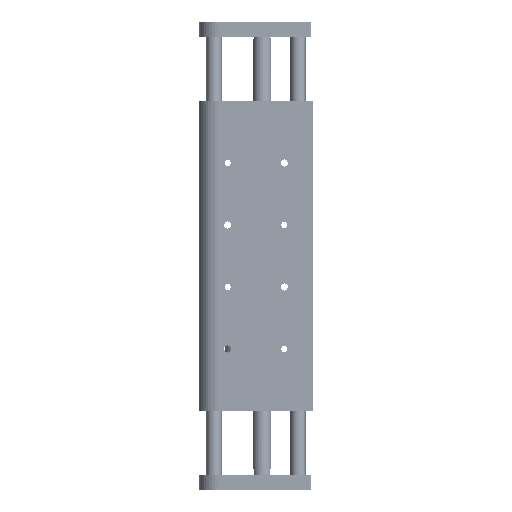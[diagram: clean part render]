
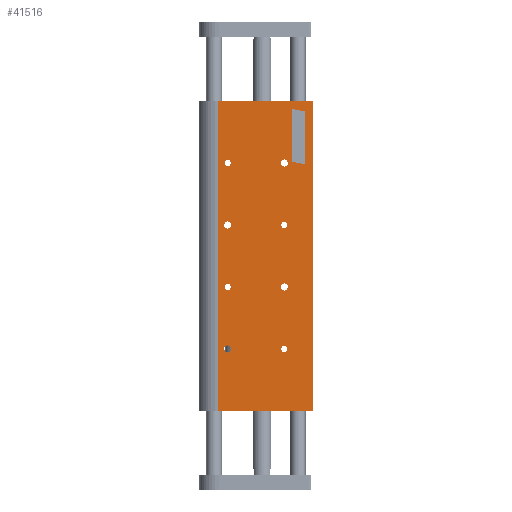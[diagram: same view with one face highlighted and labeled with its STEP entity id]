
A CAD part, left-side view. The second image highlights one B-rep face of the part: STEP entity #41516.
In plain terms, the highlighted planar face has unit normal (-1, 0, 0).
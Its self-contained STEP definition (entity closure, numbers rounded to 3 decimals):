
#12 = VERTEX_POINT ( 'NONE', #55678 ) ;
#416 = DIRECTION ( 'NONE',  ( 0., 0., -1. ) ) ;
#931 = VERTEX_POINT ( 'NONE', #84290 ) ;
#3005 = DIRECTION ( 'NONE',  ( 0., 1., 0. ) ) ;
#3381 = FACE_BOUND ( 'NONE', #40752, .T. ) ;
#5015 = EDGE_CURVE ( 'NONE', #86841, #86841, #41047, .T. ) ;
#5218 = VECTOR ( 'NONE', #3005, 1000. ) ;
#5246 = CARTESIAN_POINT ( 'NONE',  ( -12.5, -40.548, 190.438 ) ) ;
#5277 = EDGE_CURVE ( 'NONE', #56338, #931, #50510, .T. ) ;
#5989 = AXIS2_PLACEMENT_3D ( 'NONE', #72777, #7374, #65605 ) ;
#6125 = CARTESIAN_POINT ( 'NONE',  ( -12.5, -14.25, 82.3 ) ) ;
#7374 = DIRECTION ( 'NONE',  ( 1., 0., 0. ) ) ;
#7441 = DIRECTION ( 'NONE',  ( -1., 0., 0. ) ) ;
#7473 = AXIS2_PLACEMENT_3D ( 'NONE', #43725, #7441, #86267 ) ;
#7559 = LINE ( 'NONE', #65808, #16261 ) ;
#8041 = ORIENTED_EDGE ( 'NONE', *, *, #57598, .T. ) ;
#8961 = VECTOR ( 'NONE', #22828, 1000. ) ;
#9252 = CARTESIAN_POINT ( 'NONE',  ( -12.5, -27.916, 193.128 ) ) ;
#10525 = FACE_BOUND ( 'NONE', #17614, .T. ) ;
#10996 = FACE_BOUND ( 'NONE', #20161, .T. ) ;
#11762 = ORIENTED_EDGE ( 'NONE', *, *, #53912, .T. ) ;
#14186 = ORIENTED_EDGE ( 'NONE', *, *, #65047, .T. ) ;
#14245 = EDGE_CURVE ( 'NONE', #64271, #12, #14516, .T. ) ;
#14516 = LINE ( 'NONE', #35578, #79540 ) ;
#15203 = EDGE_LOOP ( 'NONE', ( #44347, #14186, #65511, #25753 ) ) ;
#15813 = EDGE_LOOP ( 'NONE', ( #60653 ) ) ;
#16261 = VECTOR ( 'NONE', #416, 1000. ) ;
#16457 = DIRECTION ( 'NONE',  ( -1., 0., 0. ) ) ;
#16652 = VERTEX_POINT ( 'NONE', #51370 ) ;
#16728 = PLANE ( 'NONE',  #38703 ) ;
#16875 = EDGE_LOOP ( 'NONE', ( #54942 ) ) ;
#17614 = EDGE_LOOP ( 'NONE', ( #20409 ) ) ;
#17856 = CARTESIAN_POINT ( 'NONE',  ( -12.5, 22.25, 78. ) ) ;
#20161 = EDGE_LOOP ( 'NONE', ( #11762 ) ) ;
#20409 = ORIENTED_EDGE ( 'NONE', *, *, #73879, .F. ) ;
#21043 = DIRECTION ( 'NONE',  ( 0., 0., -1. ) ) ;
#21348 = DIRECTION ( 'NONE',  ( 0., 0., -1. ) ) ;
#21992 = DIRECTION ( 'NONE',  ( 1., 0., 0. ) ) ;
#22346 = LINE ( 'NONE', #50555, #8961 ) ;
#22828 = DIRECTION ( 'NONE',  ( 0., 0.978, 0.208 ) ) ;
#22908 = VERTEX_POINT ( 'NONE', #86464 ) ;
#23580 = VERTEX_POINT ( 'NONE', #74916 ) ;
#24282 = CIRCLE ( 'NONE', #5989, 2. ) ;
#25753 = ORIENTED_EDGE ( 'NONE', *, *, #62647, .T. ) ;
#25902 = CARTESIAN_POINT ( 'NONE',  ( -12.5, 28.5, 200. ) ) ;
#27212 = CARTESIAN_POINT ( 'NONE',  ( -12.5, 28.5, 0. ) ) ;
#27401 = VERTEX_POINT ( 'NONE', #27885 ) ;
#27885 = CARTESIAN_POINT ( 'NONE',  ( -12.5, -14.25, 162.3 ) ) ;
#27905 = LINE ( 'NONE', #72740, #76582 ) ;
#28611 = EDGE_CURVE ( 'NONE', #84841, #84841, #28825, .T. ) ;
#28708 = VERTEX_POINT ( 'NONE', #86963 ) ;
#28825 = CIRCLE ( 'NONE', #7473, 2.3 ) ;
#31663 = LINE ( 'NONE', #25902, #5218 ) ;
#32686 = CIRCLE ( 'NONE', #44755, 2.3 ) ;
#32985 = FACE_BOUND ( 'NONE', #59385, .T. ) ;
#33432 = VECTOR ( 'NONE', #21348, 1000. ) ;
#35443 = CARTESIAN_POINT ( 'NONE',  ( -12.5, -14.25, 120. ) ) ;
#35578 = CARTESIAN_POINT ( 'NONE',  ( -12.5, -32.5, 0. ) ) ;
#35619 = CARTESIAN_POINT ( 'NONE',  ( -12.5, 22.25, 122.3 ) ) ;
#35799 = LINE ( 'NONE', #41525, #43116 ) ;
#36414 = VERTEX_POINT ( 'NONE', #27212 ) ;
#36927 = DIRECTION ( 'NONE',  ( 1., 0., 0. ) ) ;
#37023 = CARTESIAN_POINT ( 'NONE',  ( -12.5, -18.931, 195.041 ) ) ;
#37765 = EDGE_CURVE ( 'NONE', #43223, #43223, #86908, .T. ) ;
#38084 = ORIENTED_EDGE ( 'NONE', *, *, #40580, .T. ) ;
#38703 = AXIS2_PLACEMENT_3D ( 'NONE', #61610, #47754, #67805 ) ;
#39372 = DIRECTION ( 'NONE',  ( 1., 0., 0. ) ) ;
#40580 = EDGE_CURVE ( 'NONE', #23580, #36414, #7559, .T. ) ;
#40752 = EDGE_LOOP ( 'NONE', ( #71576 ) ) ;
#40871 = AXIS2_PLACEMENT_3D ( 'NONE', #35443, #21992, #21043 ) ;
#41047 = CIRCLE ( 'NONE', #80720, 2.3 ) ;
#41516 = ADVANCED_FACE ( 'NONE', ( #3381, #46818, #68286, #10996, #75936, #53032, #32985, #10525, #74997, #91235 ), #16728, .F. ) ;
#41525 = CARTESIAN_POINT ( 'NONE',  ( -12.5, 28.5, 0. ) ) ;
#41837 = DIRECTION ( 'NONE',  ( -1., 0., 0. ) ) ;
#43116 = VECTOR ( 'NONE', #93105, 1000. ) ;
#43223 = VERTEX_POINT ( 'NONE', #35619 ) ;
#43725 = CARTESIAN_POINT ( 'NONE',  ( -12.5, 22.25, 40. ) ) ;
#44073 = CARTESIAN_POINT ( 'NONE',  ( -12.5, -14.25, 40. ) ) ;
#44347 = ORIENTED_EDGE ( 'NONE', *, *, #5277, .T. ) ;
#44755 = AXIS2_PLACEMENT_3D ( 'NONE', #59924, #16457, #88591 ) ;
#45713 = AXIS2_PLACEMENT_3D ( 'NONE', #78112, #41837, #64737 ) ;
#46414 = DIRECTION ( 'NONE',  ( -1., 0., 0. ) ) ;
#46813 = EDGE_CURVE ( 'NONE', #16652, #83266, #27905, .T. ) ;
#46818 = FACE_BOUND ( 'NONE', #86991, .T. ) ;
#47754 = DIRECTION ( 'NONE',  ( 1., 0., 0. ) ) ;
#48649 = EDGE_CURVE ( 'NONE', #93153, #93153, #24282, .T. ) ;
#50510 = LINE ( 'NONE', #57673, #33432 ) ;
#50555 = CARTESIAN_POINT ( 'NONE',  ( -12.5, -33.6, 157.894 ) ) ;
#51370 = CARTESIAN_POINT ( 'NONE',  ( -12.5, -18.931, 161.015 ) ) ;
#52757 = CARTESIAN_POINT ( 'NONE',  ( -12.5, -14.25, 118. ) ) ;
#52866 = VECTOR ( 'NONE', #62568, 1000. ) ;
#53032 = FACE_BOUND ( 'NONE', #15813, .T. ) ;
#53912 = EDGE_CURVE ( 'NONE', #22908, #22908, #82101, .T. ) ;
#54942 = ORIENTED_EDGE ( 'NONE', *, *, #63895, .T. ) ;
#55678 = CARTESIAN_POINT ( 'NONE',  ( -12.5, -32.5, 200. ) ) ;
#56055 = EDGE_CURVE ( 'NONE', #64271, #36414, #35799, .T. ) ;
#56338 = VERTEX_POINT ( 'NONE', #9252 ) ;
#57598 = EDGE_CURVE ( 'NONE', #12, #23580, #31663, .T. ) ;
#57673 = CARTESIAN_POINT ( 'NONE',  ( -12.5, -27.916, 0. ) ) ;
#59385 = EDGE_LOOP ( 'NONE', ( #62869 ) ) ;
#59924 = CARTESIAN_POINT ( 'NONE',  ( -12.5, -14.25, 160. ) ) ;
#60653 = ORIENTED_EDGE ( 'NONE', *, *, #37765, .F. ) ;
#60707 = CIRCLE ( 'NONE', #40871, 2. ) ;
#61288 = ORIENTED_EDGE ( 'NONE', *, *, #5015, .F. ) ;
#61610 = CARTESIAN_POINT ( 'NONE',  ( -12.5, 28.5, 0. ) ) ;
#62101 = LINE ( 'NONE', #5246, #52866 ) ;
#62568 = DIRECTION ( 'NONE',  ( 0., -0.978, -0.208 ) ) ;
#62647 = EDGE_CURVE ( 'NONE', #83266, #56338, #62101, .T. ) ;
#62832 = CARTESIAN_POINT ( 'NONE',  ( -12.5, 22.25, 42.3 ) ) ;
#62869 = ORIENTED_EDGE ( 'NONE', *, *, #28611, .F. ) ;
#63895 = EDGE_CURVE ( 'NONE', #89072, #89072, #60707, .T. ) ;
#64271 = VERTEX_POINT ( 'NONE', #85022 ) ;
#64737 = DIRECTION ( 'NONE',  ( 0., 0., 1. ) ) ;
#65047 = EDGE_CURVE ( 'NONE', #931, #16652, #22346, .T. ) ;
#65511 = ORIENTED_EDGE ( 'NONE', *, *, #46813, .T. ) ;
#65605 = DIRECTION ( 'NONE',  ( 0., 0., -1. ) ) ;
#65808 = CARTESIAN_POINT ( 'NONE',  ( -12.5, 28.5, 200. ) ) ;
#67805 = DIRECTION ( 'NONE',  ( 0., 1., 0. ) ) ;
#68286 = FACE_BOUND ( 'NONE', #16875, .T. ) ;
#68872 = ORIENTED_EDGE ( 'NONE', *, *, #48649, .T. ) ;
#70106 = CARTESIAN_POINT ( 'NONE',  ( -12.5, -14.25, 80. ) ) ;
#71576 = ORIENTED_EDGE ( 'NONE', *, *, #92536, .T. ) ;
#72740 = CARTESIAN_POINT ( 'NONE',  ( -12.5, -18.931, 0. ) ) ;
#72777 = CARTESIAN_POINT ( 'NONE',  ( -12.5, 22.25, 80. ) ) ;
#73708 = DIRECTION ( 'NONE',  ( 0., 0., 1. ) ) ;
#73879 = EDGE_CURVE ( 'NONE', #27401, #27401, #32686, .T. ) ;
#74916 = CARTESIAN_POINT ( 'NONE',  ( -12.5, 28.5, 200. ) ) ;
#74997 = FACE_OUTER_BOUND ( 'NONE', #86452, .T. ) ;
#75936 = FACE_BOUND ( 'NONE', #85466, .T. ) ;
#76582 = VECTOR ( 'NONE', #79918, 1000. ) ;
#78112 = CARTESIAN_POINT ( 'NONE',  ( -12.5, 22.25, 120. ) ) ;
#79540 = VECTOR ( 'NONE', #73708, 1000. ) ;
#79847 = ORIENTED_EDGE ( 'NONE', *, *, #56055, .F. ) ;
#79918 = DIRECTION ( 'NONE',  ( 0., 0., 1. ) ) ;
#80720 = AXIS2_PLACEMENT_3D ( 'NONE', #70106, #46414, #84503 ) ;
#82101 = CIRCLE ( 'NONE', #92780, 2. ) ;
#82838 = CARTESIAN_POINT ( 'NONE',  ( -12.5, 22.25, 160. ) ) ;
#83266 = VERTEX_POINT ( 'NONE', #37023 ) ;
#83895 = AXIS2_PLACEMENT_3D ( 'NONE', #82838, #39372, #90961 ) ;
#84104 = ORIENTED_EDGE ( 'NONE', *, *, #14245, .T. ) ;
#84290 = CARTESIAN_POINT ( 'NONE',  ( -12.5, -27.916, 159.104 ) ) ;
#84503 = DIRECTION ( 'NONE',  ( 0., 0., 1. ) ) ;
#84841 = VERTEX_POINT ( 'NONE', #62832 ) ;
#85022 = CARTESIAN_POINT ( 'NONE',  ( -12.5, -32.5, 0. ) ) ;
#85466 = EDGE_LOOP ( 'NONE', ( #61288 ) ) ;
#85675 = DIRECTION ( 'NONE',  ( 0., 0., -1. ) ) ;
#86267 = DIRECTION ( 'NONE',  ( 0., 0., 1. ) ) ;
#86452 = EDGE_LOOP ( 'NONE', ( #79847, #84104, #8041, #38084 ) ) ;
#86464 = CARTESIAN_POINT ( 'NONE',  ( -12.5, -14.25, 38. ) ) ;
#86841 = VERTEX_POINT ( 'NONE', #6125 ) ;
#86908 = CIRCLE ( 'NONE', #45713, 2.3 ) ;
#86963 = CARTESIAN_POINT ( 'NONE',  ( -12.5, 22.25, 158. ) ) ;
#86991 = EDGE_LOOP ( 'NONE', ( #68872 ) ) ;
#88591 = DIRECTION ( 'NONE',  ( 0., 0., 1. ) ) ;
#89072 = VERTEX_POINT ( 'NONE', #52757 ) ;
#89934 = CIRCLE ( 'NONE', #83895, 2. ) ;
#90961 = DIRECTION ( 'NONE',  ( 0., 0., -1. ) ) ;
#91235 = FACE_BOUND ( 'NONE', #15203, .T. ) ;
#92536 = EDGE_CURVE ( 'NONE', #28708, #28708, #89934, .T. ) ;
#92780 = AXIS2_PLACEMENT_3D ( 'NONE', #44073, #36927, #85675 ) ;
#93105 = DIRECTION ( 'NONE',  ( 0., 1., 0. ) ) ;
#93153 = VERTEX_POINT ( 'NONE', #17856 ) ;
